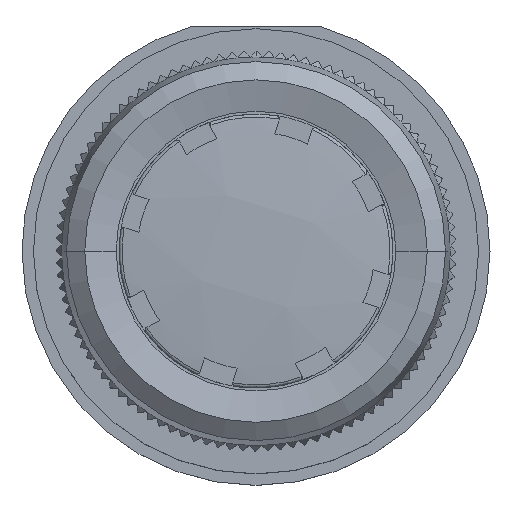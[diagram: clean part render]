
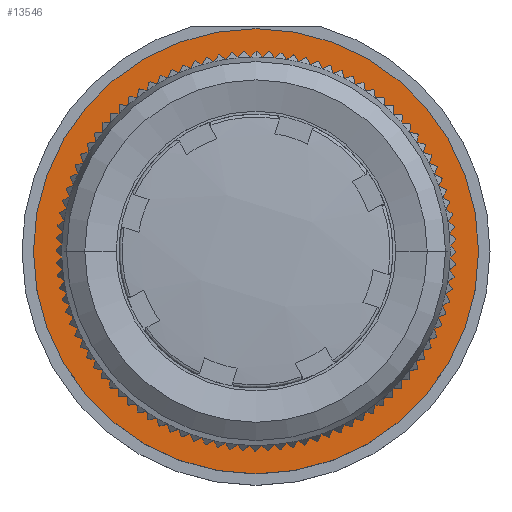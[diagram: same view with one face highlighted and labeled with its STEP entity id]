
A CAD part, top view. The second image highlights one B-rep face of the part: STEP entity #13546.
In plain terms, the highlighted planar face has unit normal (0, 0, 1).
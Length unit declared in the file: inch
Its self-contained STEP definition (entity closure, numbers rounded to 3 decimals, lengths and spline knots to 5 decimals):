
#683 = DIRECTION ( 'NONE',  ( -1., 0., 0. ) ) ;
#2542 = ORIENTED_EDGE ( 'NONE', *, *, #40871, .T. ) ;
#3390 = CIRCLE ( 'NONE', #16733, 0.58661 ) ;
#3830 = AXIS2_PLACEMENT_3D ( 'NONE', #66752, #40049, #683 ) ;
#8580 = CARTESIAN_POINT ( 'NONE',  ( -0.05563, -0.02642, 1.75591 ) ) ;
#11806 = EDGE_CURVE ( 'NONE', #73687, #53568, #27380, .T. ) ;
#11815 = EDGE_LOOP ( 'NONE', ( #67328, #2542 ) ) ;
#12689 = EDGE_CURVE ( 'NONE', #53568, #73687, #3390, .T. ) ;
#13546 = ADVANCED_FACE ( 'NONE', ( #81357, #46413 ), #35631, .T. ) ;
#14611 = DIRECTION ( 'NONE',  ( 0., 0., 1. ) ) ;
#16733 = AXIS2_PLACEMENT_3D ( 'NONE', #43951, #62862, #63148 ) ;
#19245 = VERTEX_POINT ( 'NONE', #52280 ) ;
#19391 = AXIS2_PLACEMENT_3D ( 'NONE', #54478, #28904, #54745 ) ;
#20756 = EDGE_CURVE ( 'NONE', #19245, #67072, #52011, .T. ) ;
#22115 = DIRECTION ( 'NONE',  ( 1., 0., 0. ) ) ;
#24643 = DIRECTION ( 'NONE',  ( 0., 0., 1. ) ) ;
#25456 = AXIS2_PLACEMENT_3D ( 'NONE', #77222, #24643, #70366 ) ;
#27033 = CARTESIAN_POINT ( 'NONE',  ( 0.71209, -0.02642, 1.75591 ) ) ;
#27380 = CIRCLE ( 'NONE', #3830, 0.58661 ) ;
#28904 = DIRECTION ( 'NONE',  ( 0., 0., 1. ) ) ;
#32541 = CARTESIAN_POINT ( 'NONE',  ( 0.53099, -0.02642, 1.75591 ) ) ;
#35631 = PLANE ( 'NONE',  #55839 ) ;
#36671 = EDGE_LOOP ( 'NONE', ( #71555, #62036 ) ) ;
#37311 = CIRCLE ( 'NONE', #19391, 0.76772 ) ;
#40049 = DIRECTION ( 'NONE',  ( 0., 0., -1. ) ) ;
#40871 = EDGE_CURVE ( 'NONE', #67072, #19245, #37311, .T. ) ;
#43951 = CARTESIAN_POINT ( 'NONE',  ( -0.05563, -0.02642, 1.75591 ) ) ;
#46413 = FACE_OUTER_BOUND ( 'NONE', #11815, .T. ) ;
#52011 = CIRCLE ( 'NONE', #25456, 0.76772 ) ;
#52280 = CARTESIAN_POINT ( 'NONE',  ( -0.82334, -0.02642, 1.75591 ) ) ;
#53568 = VERTEX_POINT ( 'NONE', #32541 ) ;
#54478 = CARTESIAN_POINT ( 'NONE',  ( -0.05563, -0.02642, 1.75591 ) ) ;
#54745 = DIRECTION ( 'NONE',  ( -1., 0., 0. ) ) ;
#55839 = AXIS2_PLACEMENT_3D ( 'NONE', #8580, #14611, #22115 ) ;
#62036 = ORIENTED_EDGE ( 'NONE', *, *, #12689, .T. ) ;
#62862 = DIRECTION ( 'NONE',  ( 0., 0., -1. ) ) ;
#63148 = DIRECTION ( 'NONE',  ( -1., 0., 0. ) ) ;
#66752 = CARTESIAN_POINT ( 'NONE',  ( -0.05563, -0.02642, 1.75591 ) ) ;
#67072 = VERTEX_POINT ( 'NONE', #27033 ) ;
#67328 = ORIENTED_EDGE ( 'NONE', *, *, #20756, .T. ) ;
#70366 = DIRECTION ( 'NONE',  ( -1., 0., 0. ) ) ;
#71555 = ORIENTED_EDGE ( 'NONE', *, *, #11806, .T. ) ;
#73687 = VERTEX_POINT ( 'NONE', #75114 ) ;
#75114 = CARTESIAN_POINT ( 'NONE',  ( -0.64224, -0.02642, 1.75591 ) ) ;
#77222 = CARTESIAN_POINT ( 'NONE',  ( -0.05563, -0.02642, 1.75591 ) ) ;
#81357 = FACE_BOUND ( 'NONE', #36671, .T. ) ;
